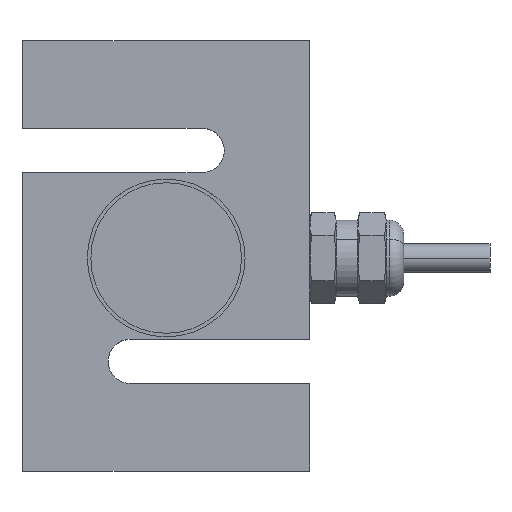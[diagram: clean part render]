
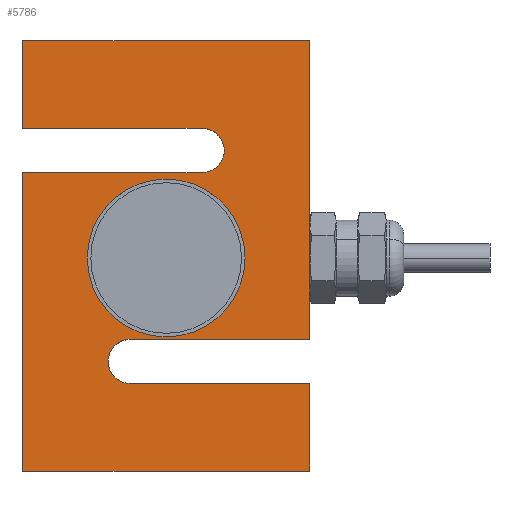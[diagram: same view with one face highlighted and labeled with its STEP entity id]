
A CAD part, top view. The second image highlights one B-rep face of the part: STEP entity #5786.
In plain terms, the highlighted planar face has unit normal (0, 0, 1).
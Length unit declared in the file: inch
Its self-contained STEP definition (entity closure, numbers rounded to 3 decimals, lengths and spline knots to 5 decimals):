
#10 = EDGE_CURVE ( 'NONE', #4746, #1833, #11543, .T. ) ;
#214 = DIRECTION ( 'NONE',  ( 0., 0., 1. ) ) ;
#290 = CARTESIAN_POINT ( 'NONE',  ( -0.75, 2.235, 0. ) ) ;
#460 = ORIENTED_EDGE ( 'NONE', *, *, #3694, .F. ) ;
#582 = DIRECTION ( 'NONE',  ( 0., -1., 0. ) ) ;
#665 = ORIENTED_EDGE ( 'NONE', *, *, #11780, .F. ) ;
#763 = DIRECTION ( 'NONE',  ( 0., -1., 0. ) ) ;
#777 = EDGE_LOOP ( 'NONE', ( #2879, #10303, #7637, #3845, #8523, #7584, #8621, #12235, #10954, #4237, #4129, #4239, #12244 ) ) ;
#800 = DIRECTION ( 'NONE',  ( 1., 0., 0. ) ) ;
#878 = CARTESIAN_POINT ( 'NONE',  ( -2., 3., 0. ) ) ;
#961 = DIRECTION ( 'NONE',  ( 1., 0., 0. ) ) ;
#1158 = EDGE_CURVE ( 'NONE', #12796, #4022, #9105, .T. ) ;
#1273 = CARTESIAN_POINT ( 'NONE',  ( -0.75, 2.39, 0. ) ) ;
#1314 = DIRECTION ( 'NONE',  ( 1., 0., 0. ) ) ;
#1564 = CARTESIAN_POINT ( 'NONE',  ( -0.45, 1.485, 0. ) ) ;
#1595 = VERTEX_POINT ( 'NONE', #13319 ) ;
#1631 = EDGE_LOOP ( 'NONE', ( #460, #665 ) ) ;
#1749 = DIRECTION ( 'NONE',  ( 1., 0., 0. ) ) ;
#1833 = VERTEX_POINT ( 'NONE', #3558 ) ;
#1839 = LINE ( 'NONE', #878, #10285 ) ;
#1878 = EDGE_CURVE ( 'NONE', #12653, #2883, #15806, .T. ) ;
#2460 = EDGE_CURVE ( 'NONE', #4251, #4022, #7649, .T. ) ;
#2733 = EDGE_CURVE ( 'NONE', #9273, #13778, #11967, .T. ) ;
#2758 = CARTESIAN_POINT ( 'NONE',  ( 0., 0.92, 0. ) ) ;
#2879 = ORIENTED_EDGE ( 'NONE', *, *, #4117, .F. ) ;
#2883 = VERTEX_POINT ( 'NONE', #2758 ) ;
#2974 = EDGE_CURVE ( 'NONE', #1595, #12796, #10859, .T. ) ;
#3006 = CARTESIAN_POINT ( 'NONE',  ( 0., 0.61, 0. ) ) ;
#3160 = EDGE_CURVE ( 'NONE', #1833, #7110, #9795, .T. ) ;
#3179 = CARTESIAN_POINT ( 'NONE',  ( -2., 3., 0. ) ) ;
#3267 = CIRCLE ( 'NONE', #8673, 0.155 ) ;
#3529 = CARTESIAN_POINT ( 'NONE',  ( -1.55, 1.485, 0. ) ) ;
#3558 = CARTESIAN_POINT ( 'NONE',  ( -1.25, 0.61, 0. ) ) ;
#3634 = DIRECTION ( 'NONE',  ( 1., 0., 0. ) ) ;
#3694 = EDGE_CURVE ( 'NONE', #13443, #14778, #11643, .T. ) ;
#3715 = FACE_OUTER_BOUND ( 'NONE', #777, .T. ) ;
#3845 = ORIENTED_EDGE ( 'NONE', *, *, #13528, .F. ) ;
#3988 = DIRECTION ( 'NONE',  ( 1., 0., 0. ) ) ;
#4022 = VERTEX_POINT ( 'NONE', #14167 ) ;
#4117 = EDGE_CURVE ( 'NONE', #9273, #5558, #9658, .T. ) ;
#4129 = ORIENTED_EDGE ( 'NONE', *, *, #1158, .F. ) ;
#4237 = ORIENTED_EDGE ( 'NONE', *, *, #2460, .T. ) ;
#4239 = ORIENTED_EDGE ( 'NONE', *, *, #2974, .F. ) ;
#4249 = DIRECTION ( 'NONE',  ( 1., 0., 0. ) ) ;
#4251 = VERTEX_POINT ( 'NONE', #3179 ) ;
#4520 = EDGE_CURVE ( 'NONE', #2883, #4746, #6297, .T. ) ;
#4656 = CARTESIAN_POINT ( 'NONE',  ( -1.25, 0.92, 0. ) ) ;
#4666 = AXIS2_PLACEMENT_3D ( 'NONE', #12006, #12910, #961 ) ;
#4746 = VERTEX_POINT ( 'NONE', #4656 ) ;
#4856 = DIRECTION ( 'NONE',  ( 0., -1., 0. ) ) ;
#4914 = FACE_BOUND ( 'NONE', #1631, .T. ) ;
#4947 = VECTOR ( 'NONE', #8514, 39.37008 ) ;
#5380 = DIRECTION ( 'NONE',  ( -1., 0., 0. ) ) ;
#5558 = VERTEX_POINT ( 'NONE', #15169 ) ;
#5786 = ADVANCED_FACE ( 'NONE', ( #4914, #3715 ), #8630, .T. ) ;
#5792 = CARTESIAN_POINT ( 'NONE',  ( 0., 3., 0. ) ) ;
#5921 = DIRECTION ( 'NONE',  ( -1., 0., 0. ) ) ;
#5976 = VERTEX_POINT ( 'NONE', #10297 ) ;
#6076 = CARTESIAN_POINT ( 'NONE',  ( -1.25, 0.61, 0. ) ) ;
#6297 = LINE ( 'NONE', #11219, #8563 ) ;
#6599 = CARTESIAN_POINT ( 'NONE',  ( -1., 1.485, 0. ) ) ;
#6645 = AXIS2_PLACEMENT_3D ( 'NONE', #15435, #10388, #1749 ) ;
#6921 = VECTOR ( 'NONE', #763, 39.37008 ) ;
#6978 = CARTESIAN_POINT ( 'NONE',  ( -2., 0., 0. ) ) ;
#7044 = LINE ( 'NONE', #13398, #15887 ) ;
#7110 = VERTEX_POINT ( 'NONE', #3006 ) ;
#7584 = ORIENTED_EDGE ( 'NONE', *, *, #10, .F. ) ;
#7637 = ORIENTED_EDGE ( 'NONE', *, *, #11288, .T. ) ;
#7649 = LINE ( 'NONE', #11461, #13328 ) ;
#7651 = VECTOR ( 'NONE', #5380, 39.37008 ) ;
#7761 = CARTESIAN_POINT ( 'NONE',  ( 0., 0., 0. ) ) ;
#7995 = VECTOR ( 'NONE', #4856, 39.37008 ) ;
#8085 = CARTESIAN_POINT ( 'NONE',  ( -2., 2.08, 0. ) ) ;
#8153 = CARTESIAN_POINT ( 'NONE',  ( 0., 0., 0. ) ) ;
#8514 = DIRECTION ( 'NONE',  ( 1., 0., 0. ) ) ;
#8523 = ORIENTED_EDGE ( 'NONE', *, *, #3160, .F. ) ;
#8563 = VECTOR ( 'NONE', #5921, 39.37008 ) ;
#8621 = ORIENTED_EDGE ( 'NONE', *, *, #4520, .F. ) ;
#8630 = PLANE ( 'NONE',  #12870 ) ;
#8673 = AXIS2_PLACEMENT_3D ( 'NONE', #290, #12631, #3988 ) ;
#9073 = VECTOR ( 'NONE', #1314, 39.37008 ) ;
#9105 = LINE ( 'NONE', #11525, #7651 ) ;
#9273 = VERTEX_POINT ( 'NONE', #8085 ) ;
#9394 = CIRCLE ( 'NONE', #11463, 0.55 ) ;
#9494 = VECTOR ( 'NONE', #14211, 39.37008 ) ;
#9658 = LINE ( 'NONE', #9815, #4947 ) ;
#9795 = LINE ( 'NONE', #6076, #9073 ) ;
#9815 = CARTESIAN_POINT ( 'NONE',  ( -0.75, 2.08, 0. ) ) ;
#10285 = VECTOR ( 'NONE', #800, 39.37008 ) ;
#10297 = CARTESIAN_POINT ( 'NONE',  ( 0., 0., 0. ) ) ;
#10303 = ORIENTED_EDGE ( 'NONE', *, *, #2733, .T. ) ;
#10388 = DIRECTION ( 'NONE',  ( 0., 0., 1. ) ) ;
#10859 = CIRCLE ( 'NONE', #13675, 0.155 ) ;
#10954 = ORIENTED_EDGE ( 'NONE', *, *, #13198, .F. ) ;
#11182 = CARTESIAN_POINT ( 'NONE',  ( -0.75, 2.235, 0. ) ) ;
#11219 = CARTESIAN_POINT ( 'NONE',  ( -1.25, 0.92, 0. ) ) ;
#11288 = EDGE_CURVE ( 'NONE', #13778, #5976, #7044, .T. ) ;
#11461 = CARTESIAN_POINT ( 'NONE',  ( -2., 0., 0. ) ) ;
#11463 = AXIS2_PLACEMENT_3D ( 'NONE', #6599, #14176, #4249 ) ;
#11525 = CARTESIAN_POINT ( 'NONE',  ( -0.75, 2.39, 0. ) ) ;
#11543 = CIRCLE ( 'NONE', #6645, 0.155 ) ;
#11571 = LINE ( 'NONE', #7761, #9494 ) ;
#11643 = CIRCLE ( 'NONE', #4666, 0.55 ) ;
#11780 = EDGE_CURVE ( 'NONE', #14778, #13443, #9394, .T. ) ;
#11967 = LINE ( 'NONE', #6978, #7995 ) ;
#11981 = EDGE_CURVE ( 'NONE', #5558, #1595, #3267, .T. ) ;
#12006 = CARTESIAN_POINT ( 'NONE',  ( -1., 1.485, 0. ) ) ;
#12235 = ORIENTED_EDGE ( 'NONE', *, *, #1878, .F. ) ;
#12244 = ORIENTED_EDGE ( 'NONE', *, *, #11981, .F. ) ;
#12362 = CARTESIAN_POINT ( 'NONE',  ( -2., 0., 0. ) ) ;
#12631 = DIRECTION ( 'NONE',  ( 0., 0., 1. ) ) ;
#12653 = VERTEX_POINT ( 'NONE', #5792 ) ;
#12767 = CARTESIAN_POINT ( 'NONE',  ( -2., 0., 0. ) ) ;
#12796 = VERTEX_POINT ( 'NONE', #1273 ) ;
#12870 = AXIS2_PLACEMENT_3D ( 'NONE', #12362, #13628, #13714 ) ;
#12910 = DIRECTION ( 'NONE',  ( 0., 0., 1. ) ) ;
#13198 = EDGE_CURVE ( 'NONE', #4251, #12653, #1839, .T. ) ;
#13242 = DIRECTION ( 'NONE',  ( 1., 0., 0. ) ) ;
#13319 = CARTESIAN_POINT ( 'NONE',  ( -0.595, 2.235, 0. ) ) ;
#13328 = VECTOR ( 'NONE', #582, 39.37008 ) ;
#13398 = CARTESIAN_POINT ( 'NONE',  ( -2., 0., 0. ) ) ;
#13443 = VERTEX_POINT ( 'NONE', #1564 ) ;
#13528 = EDGE_CURVE ( 'NONE', #7110, #5976, #11571, .T. ) ;
#13628 = DIRECTION ( 'NONE',  ( 0., 0., 1. ) ) ;
#13675 = AXIS2_PLACEMENT_3D ( 'NONE', #11182, #214, #3634 ) ;
#13714 = DIRECTION ( 'NONE',  ( 1., 0., 0. ) ) ;
#13778 = VERTEX_POINT ( 'NONE', #12767 ) ;
#14167 = CARTESIAN_POINT ( 'NONE',  ( -2., 2.39, 0. ) ) ;
#14176 = DIRECTION ( 'NONE',  ( 0., 0., 1. ) ) ;
#14211 = DIRECTION ( 'NONE',  ( 0., -1., 0. ) ) ;
#14778 = VERTEX_POINT ( 'NONE', #3529 ) ;
#15169 = CARTESIAN_POINT ( 'NONE',  ( -0.75, 2.08, 0. ) ) ;
#15435 = CARTESIAN_POINT ( 'NONE',  ( -1.25, 0.765, 0. ) ) ;
#15806 = LINE ( 'NONE', #8153, #6921 ) ;
#15887 = VECTOR ( 'NONE', #13242, 39.37008 ) ;
